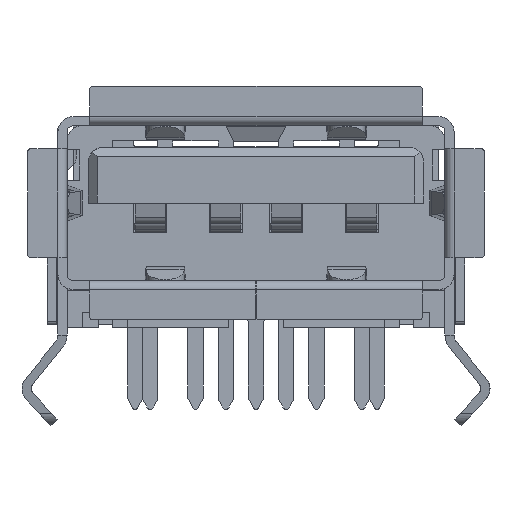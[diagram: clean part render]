
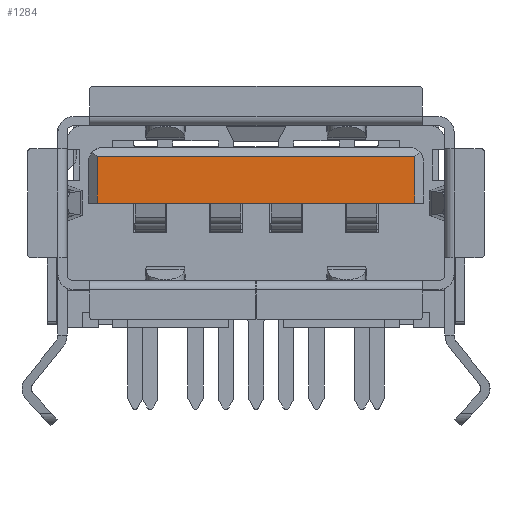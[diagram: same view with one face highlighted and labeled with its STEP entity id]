
A CAD part, left-side view. The second image highlights one B-rep face of the part: STEP entity #1284.
In plain terms, the highlighted planar face has unit normal (-1, 0, 0).
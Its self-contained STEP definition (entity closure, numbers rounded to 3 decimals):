
#1284=ADVANCED_FACE('',(#3700),#3701,.F.);
#3700=FACE_OUTER_BOUND('',#7330,.T.);
#3701=PLANE('',#7331);
#7330=EDGE_LOOP('',(#11193,#11194,#11195,#11196));
#7331=AXIS2_PLACEMENT_3D('',#11197,#11198,#11199);
#11193=ORIENTED_EDGE('',*,*,#22328,.F.);
#11194=ORIENTED_EDGE('',*,*,#22329,.T.);
#11195=ORIENTED_EDGE('',*,*,#22330,.T.);
#11196=ORIENTED_EDGE('',*,*,#22331,.T.);
#11197=CARTESIAN_POINT('',(-12.8,0.0,0.));
#11198=DIRECTION('',(1.0,0.,0.));
#11199=DIRECTION('',(0.0,0.,1.0));
#22328=EDGE_CURVE('',#26941,#26942,#26943,.T.);
#22329=EDGE_CURVE('',#26941,#26944,#26945,.T.);
#22330=EDGE_CURVE('',#26944,#26946,#26947,.T.);
#22331=EDGE_CURVE('',#26946,#26942,#26948,.T.);
#26941=VERTEX_POINT('',#33724);
#26942=VERTEX_POINT('',#33725);
#26943=LINE('',#33726,#33727);
#26944=VERTEX_POINT('',#33728);
#26945=LINE('',#33729,#33730);
#26946=VERTEX_POINT('',#33731);
#26947=LINE('',#33732,#33733);
#26948=LINE('',#33734,#33735);
#33724=CARTESIAN_POINT('',(-12.8,-5.25,1.905));
#33725=CARTESIAN_POINT('',(-12.8,5.25,1.905));
#33726=CARTESIAN_POINT('',(-12.8,-5.55,1.905));
#33727=VECTOR('',#42732,1000.0);
#33728=CARTESIAN_POINT('',(-12.8,-5.25,3.445));
#33729=CARTESIAN_POINT('',(-12.8,-5.25,3.745));
#33730=VECTOR('',#42733,1000.0);
#33731=CARTESIAN_POINT('',(-12.8,5.25,3.445));
#33732=CARTESIAN_POINT('',(-12.8,5.55,3.445));
#33733=VECTOR('',#42734,1000.0);
#33734=CARTESIAN_POINT('',(-12.8,5.25,1.905));
#33735=VECTOR('',#42735,1000.0);
#42732=DIRECTION('',(0.0,1.0,0.0));
#42733=DIRECTION('',(0.,0.0,1.0));
#42734=DIRECTION('',(0.0,1.0,0.0));
#42735=DIRECTION('',(0.,0.0,-1.0));
